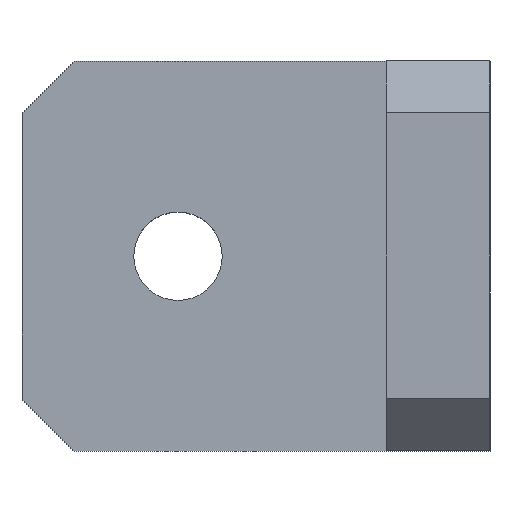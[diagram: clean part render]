
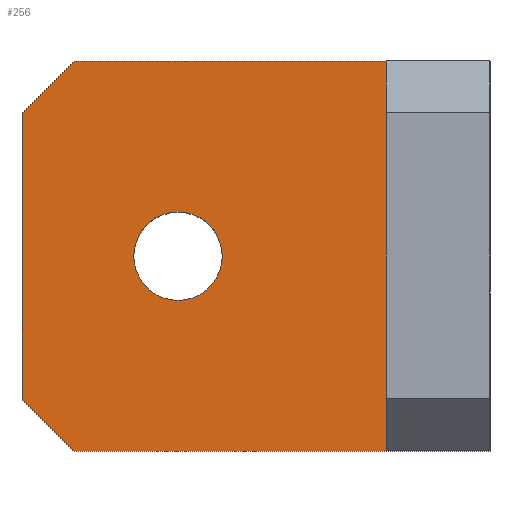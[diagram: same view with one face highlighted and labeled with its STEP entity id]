
A CAD part, top view. The second image highlights one B-rep face of the part: STEP entity #256.
In plain terms, the highlighted planar face has unit normal (0, 0, 1).
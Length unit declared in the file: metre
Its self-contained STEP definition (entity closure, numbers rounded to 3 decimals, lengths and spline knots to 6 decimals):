
#14=LINE('',#373,#44);
#15=LINE('',#376,#45);
#16=LINE('',#378,#46);
#17=LINE('',#380,#47);
#18=LINE('',#382,#48);
#19=LINE('',#384,#49);
#44=VECTOR('',#307,1.);
#45=VECTOR('',#308,1.);
#46=VECTOR('',#309,1.);
#47=VECTOR('',#310,1.);
#48=VECTOR('',#311,1.);
#49=VECTOR('',#312,1.);
#74=ORIENTED_EDGE('',*,*,#142,.T.);
#75=ORIENTED_EDGE('',*,*,#143,.F.);
#76=ORIENTED_EDGE('',*,*,#144,.T.);
#77=ORIENTED_EDGE('',*,*,#145,.F.);
#78=ORIENTED_EDGE('',*,*,#146,.T.);
#79=ORIENTED_EDGE('',*,*,#147,.T.);
#80=ORIENTED_EDGE('',*,*,#148,.T.);
#142=EDGE_CURVE('',#176,#176,#200,.T.);
#143=EDGE_CURVE('',#177,#178,#14,.T.);
#144=EDGE_CURVE('',#177,#179,#15,.F.);
#145=EDGE_CURVE('',#180,#179,#16,.T.);
#146=EDGE_CURVE('',#180,#181,#17,.T.);
#147=EDGE_CURVE('',#181,#182,#18,.T.);
#148=EDGE_CURVE('',#182,#178,#19,.T.);
#176=VERTEX_POINT('',#372);
#177=VERTEX_POINT('',#374);
#178=VERTEX_POINT('',#375);
#179=VERTEX_POINT('',#377);
#180=VERTEX_POINT('',#379);
#181=VERTEX_POINT('',#381);
#182=VERTEX_POINT('',#383);
#200=CIRCLE('',#284,0.0017);
#204=EDGE_LOOP('',(#74));
#205=EDGE_LOOP('',(#75,#76,#77,#78,#79,#80));
#224=FACE_BOUND('',#204,.T.);
#225=FACE_BOUND('',#205,.T.);
#244=PLANE('',#283);
#256=ADVANCED_FACE('',(#224,#225),#244,.T.);
#283=AXIS2_PLACEMENT_3D('',#370,#303,#304);
#284=AXIS2_PLACEMENT_3D('',#371,#305,#306);
#303=DIRECTION('',(0.,0.,1.));
#304=DIRECTION('',(1.,0.,0.));
#305=DIRECTION('',(0.,0.,-1.));
#306=DIRECTION('',(-1.,0.,0.));
#307=DIRECTION('',(1.,0.,0.));
#308=DIRECTION('',(0.707,0.707,0.));
#309=DIRECTION('',(0.,1.,0.));
#310=DIRECTION('',(0.707,-0.707,0.));
#311=DIRECTION('',(1.,0.,0.));
#312=DIRECTION('',(0.,1.,0.));
#370=CARTESIAN_POINT('',(-0.011,-0.0075,0.004));
#371=CARTESIAN_POINT('',(-0.012,0.,0.004));
#372=CARTESIAN_POINT('',(-0.0137,0.,0.004));
#373=CARTESIAN_POINT('',(-0.011,0.0075,0.004));
#374=CARTESIAN_POINT('',(-0.016,0.0075,0.004));
#375=CARTESIAN_POINT('',(-0.004,0.0075,0.004));
#376=CARTESIAN_POINT('',(-0.021,0.0025,0.004));
#377=CARTESIAN_POINT('',(-0.018,0.0055,0.004));
#378=CARTESIAN_POINT('',(-0.018,-0.0075,0.004));
#379=CARTESIAN_POINT('',(-0.018,-0.0055,0.004));
#380=CARTESIAN_POINT('',(-0.0135,-0.01,0.004));
#381=CARTESIAN_POINT('',(-0.016,-0.0075,0.004));
#382=CARTESIAN_POINT('',(-0.011,-0.0075,0.004));
#383=CARTESIAN_POINT('',(-0.004,-0.0075,0.004));
#384=CARTESIAN_POINT('',(-0.004,-0.0075,0.004));
